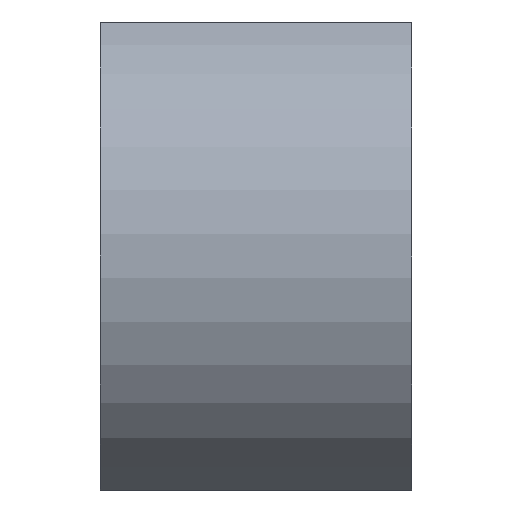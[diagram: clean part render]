
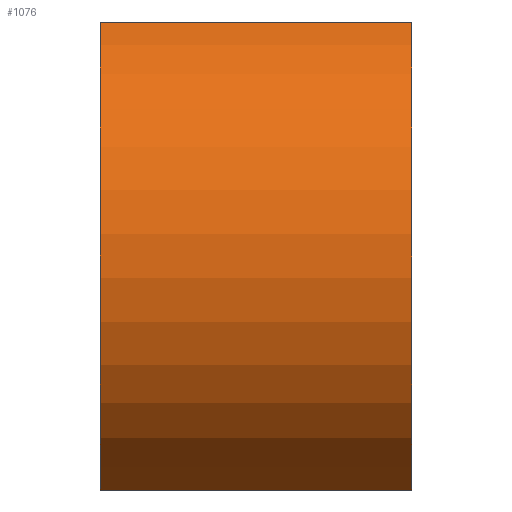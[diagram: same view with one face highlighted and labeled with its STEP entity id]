
A CAD part, left-side view. The second image highlights one B-rep face of the part: STEP entity #1076.
In plain terms, the highlighted cylindrical face has radius 100 mm (diameter 200 mm), a partial arc.
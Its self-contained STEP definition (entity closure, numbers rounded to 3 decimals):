
#1035=CARTESIAN_POINT('POINT75',(106.411,
   0.,190.));
#1036=VERTEX_POINT('VERTEX75',#1035);
#1037=CARTESIAN_POINT('POINT76',(106.411,120.,190.
   ));
#1038=VERTEX_POINT('VERTEX76',#1037);
#1039=CARTESIAN_POINT('POS108',(106.411,
   60.,190.));
#1040=DIRECTION('DIR161',(0.,1.,0.));
#1041=VECTOR('VEC55',#1040,1.);
#1042=LINE('STRAIGHT55',#1039,#1041);
#1043=EDGE_CURVE('EDGE108',#1036,#1038,#1042,.T.);
#1044=ORIENTED_EDGE('COEDGE175',*,*,#1043,.T.);
#1045=CARTESIAN_POINT('POINT77',(106.411,120.,
   10.));
#1046=VERTEX_POINT('VERTEX77',#1045);
#1047=CARTESIAN_POINT('POS109',(150.,120.,100.));
#1048=DIRECTION('DIR162',(0.,1.,0.));
#1049=DIRECTION('DIR163',(0.,0.,1.));
#1050=AXIS2_PLACEMENT_3D('AXIS54',#1047,#1048,#1049);
#1051=CIRCLE('ELLIPSE28',#1050,100.);
#1052=EDGE_CURVE('EDGE109',#1046,#1038,#1051,.T.);
#1053=ORIENTED_EDGE('COEDGE176',*,*,#1052,.F.);
#1054=CARTESIAN_POINT('POINT78',(106.411,
   0.,10.));
#1055=VERTEX_POINT('VERTEX78',#1054);
#1056=CARTESIAN_POINT('POS110',(106.411,
   60.,10.));
#1057=DIRECTION('DIR164',(0.,-1.,0.));
#1058=VECTOR('VEC56',#1057,1.);
#1059=LINE('STRAIGHT56',#1056,#1058);
#1060=EDGE_CURVE('EDGE110',#1046,#1055,#1059,.T.);
#1061=ORIENTED_EDGE('COEDGE177',*,*,#1060,.T.);
#1062=CARTESIAN_POINT('POS111',(150.,0.,100.)
   );
#1063=DIRECTION('DIR165',(0.,-1.,0.));
#1064=DIRECTION('DIR166',(0.,0.,1.));
#1065=AXIS2_PLACEMENT_3D('AXIS55',#1062,#1063,#1064);
#1066=CIRCLE('ELLIPSE29',#1065,100.);
#1067=EDGE_CURVE('EDGE111',#1036,#1055,#1066,.T.);
#1068=ORIENTED_EDGE('COEDGE178',*,*,#1067,.F.);
#1069=EDGE_LOOP('NONE',(#1044,#1053,#1061,#1068));
#1070=FACE_BOUND('LOOP1',#1069,.T.);
#1071=CARTESIAN_POINT('POS112',(150.,60.,100.)
   );
#1072=DIRECTION('DIR167',(0.,1.,0.));
#1073=DIRECTION('DIR168',(0.,0.,1.));
#1074=AXIS2_PLACEMENT_3D('AXIS56',#1071,#1072,#1073);
#1075=CYLINDRICAL_SURFACE('CONE_SURF13',#1074,100.);
#1076=ADVANCED_FACE('FACE39',(#1070),#1075,.T.);
